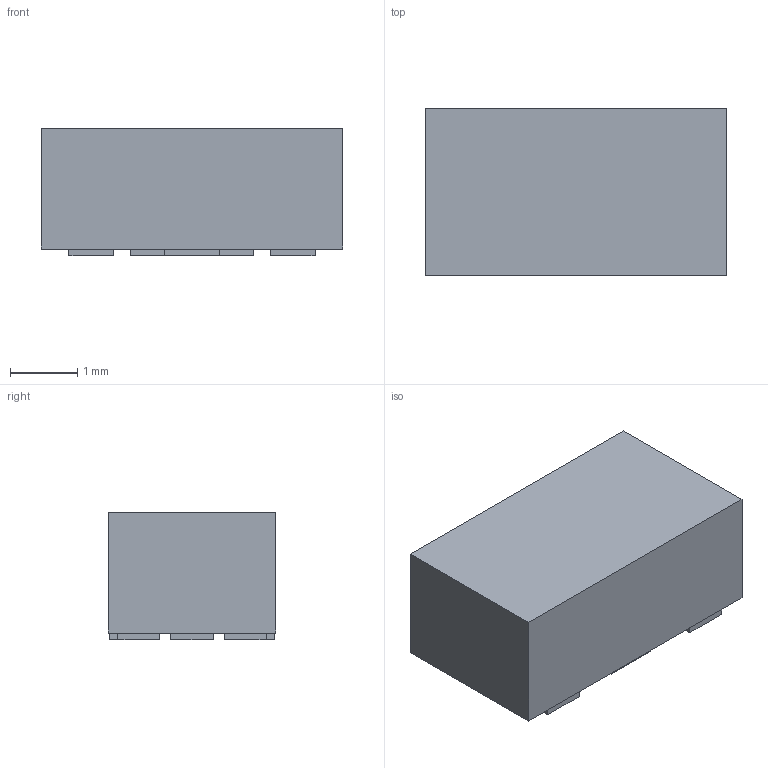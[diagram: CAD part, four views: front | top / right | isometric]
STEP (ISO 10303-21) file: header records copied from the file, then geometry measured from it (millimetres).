
FILE_DESCRIPTION(('FreeCAD Model'),'2;1');
FILE_NAME('Open CASCADE Shape Model','2024-08-12T11:56:39',('Author'),( ''),'Open CASCADE STEP processor 7.6','FreeCAD','Unknown');
FILE_SCHEMA(('AUTOMOTIVE_DESIGN { 1 0 10303 214 1 1 1 1 }'));
Length unit declared in the file: millimetre
Products named in the file (3): ASSEMBLY; Body; Pins
Assembly tree (2 placements, depth 2):
  ASSEMBLY
    Body
    Pins
Bounding box: 4.5 x 2.5 x 1.9 mm (x, y, z)
Volume: 20.5 mm3; surface area: 54.7 mm2
Topology: 8 solids, 8 shells, 48 faces, 264 edges, 736 vertices
Faces by surface type: plane 48
Entity records: 3514 total; most frequent: CARTESIAN_POINT 1051, DIRECTION 366, LINE 264, VECTOR 264, ORIENTED_EDGE 192, GEOMETRIC_CURVE_SET 169, TRIMMED_CURVE 168, EDGE_CURVE 96
